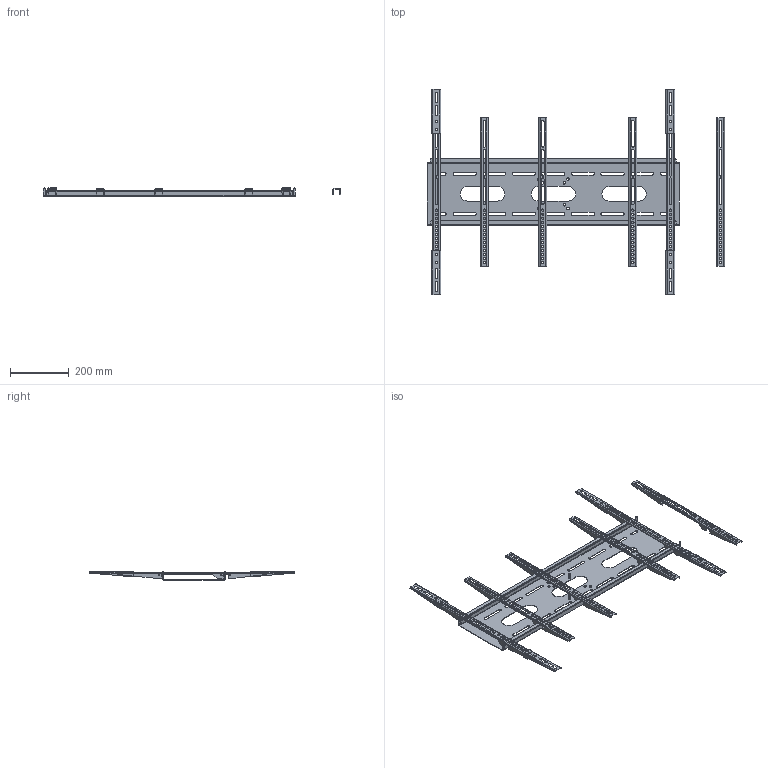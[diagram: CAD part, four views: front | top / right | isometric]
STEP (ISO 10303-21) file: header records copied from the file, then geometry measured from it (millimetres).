
FILE_DESCRIPTION (( 'STEP AP214' ), '1' );
FILE_NAME ('MonLines MWH012B Monitor Wandhalterung.STEP', '2020-06-03T07:34:01', ( '' ), ( '' ), 'SwSTEP 2.0', 'SolidWorks 2019', '' );
FILE_SCHEMA (( 'AUTOMOTIVE_DESIGN' ));
Length unit declared in the file: millimetre
Products named in the file (4): MonLines MWH012B Grundplatte; MonLines MWH012B VESA Erweiterung; MonLines MWH012B Monitor Wandhalterung; MonLines MWH012B VESA
Assembly tree (11 placements, depth 2):
  MonLines MWH012B Monitor Wandhalterung
    MonLines MWH012B Grundplatte
    MonLines MWH012B VESA  x6
    MonLines MWH012B VESA Erweiterung  x4
Bounding box: 1014.8 x 700.5 x 28.25 mm (x, y, z)
Volume: 671863.8 mm3; surface area: 715980.1 mm2
Topology: 11 solids, 11 shells, 978 faces, 2692 edges, 1736 vertices
Faces by surface type: plane 496, cylinder 482
Entity records: 10870 total; most frequent: DIRECTION 1916, CARTESIAN_POINT 1856, ORIENTED_EDGE 1800, EDGE_CURVE 900, AXIS2_PLACEMENT_3D 680, VERTEX_POINT 580, VECTOR 556, LINE 556
